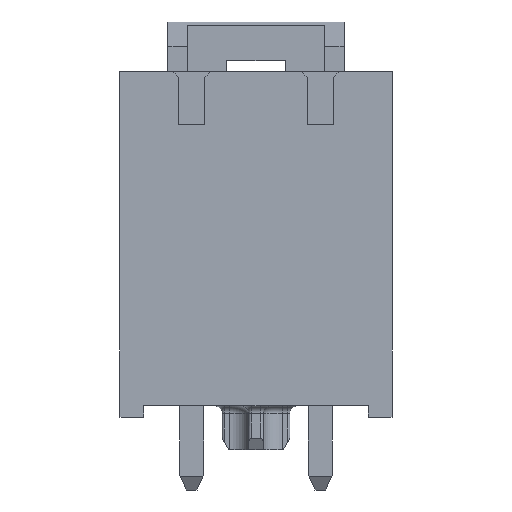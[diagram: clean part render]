
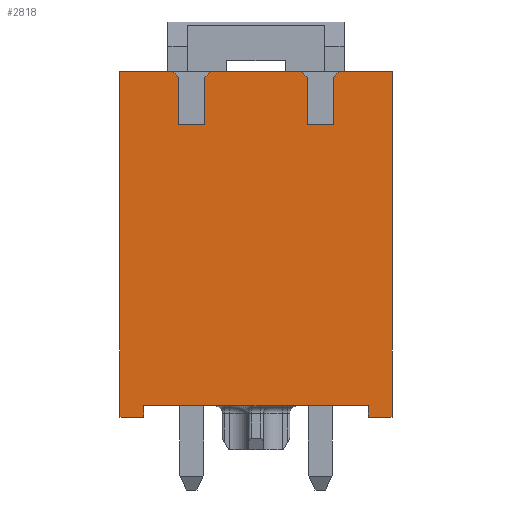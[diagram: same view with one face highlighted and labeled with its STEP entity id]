
A CAD part, front view. The second image highlights one B-rep face of the part: STEP entity #2818.
In plain terms, the highlighted planar face has unit normal (0, -1, 0).
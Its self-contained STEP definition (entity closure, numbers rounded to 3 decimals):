
#5=DIRECTION('',(1.,0.,0.));
#6=VECTOR('',#5,2.34);
#7=CARTESIAN_POINT('',(-6.025,-3.395,0.));
#8=LINE('',#7,#6);
#45=DIRECTION('',(1.,0.,0.));
#46=VECTOR('',#45,2.34);
#47=CARTESIAN_POINT('',(3.685,-3.395,0.));
#48=LINE('',#47,#46);
#89=DIRECTION('',(1.,0.,0.));
#90=VECTOR('',#89,4.03);
#91=CARTESIAN_POINT('',(-2.015,-3.395,0.));
#92=LINE('',#91,#90);
#305=DIRECTION('',(0.707,0.,-0.707));
#306=VECTOR('',#305,0.354);
#307=CARTESIAN_POINT('',(-3.685,-3.395,0.));
#308=LINE('',#307,#306);
#309=DIRECTION('',(0.,0.,-1.));
#310=VECTOR('',#309,2.1);
#311=CARTESIAN_POINT('',(-3.435,-3.395,-0.25));
#312=LINE('',#311,#310);
#313=DIRECTION('',(1.,0.,0.));
#314=VECTOR('',#313,1.17);
#315=CARTESIAN_POINT('',(-3.435,-3.395,-2.35));
#316=LINE('',#315,#314);
#317=DIRECTION('',(0.,0.,1.));
#318=VECTOR('',#317,2.1);
#319=CARTESIAN_POINT('',(-2.265,-3.395,-2.35));
#320=LINE('',#319,#318);
#321=DIRECTION('',(0.707,0.,0.707));
#322=VECTOR('',#321,0.354);
#323=CARTESIAN_POINT('',(-2.265,-3.395,-0.25));
#324=LINE('',#323,#322);
#325=DIRECTION('',(0.707,0.,-0.707));
#326=VECTOR('',#325,0.354);
#327=CARTESIAN_POINT('',(2.015,-3.395,0.));
#328=LINE('',#327,#326);
#329=DIRECTION('',(0.,0.,-1.));
#330=VECTOR('',#329,2.1);
#331=CARTESIAN_POINT('',(2.265,-3.395,-0.25));
#332=LINE('',#331,#330);
#333=DIRECTION('',(1.,0.,0.));
#334=VECTOR('',#333,1.17);
#335=CARTESIAN_POINT('',(2.265,-3.395,-2.35));
#336=LINE('',#335,#334);
#337=DIRECTION('',(0.,0.,1.));
#338=VECTOR('',#337,2.1);
#339=CARTESIAN_POINT('',(3.435,-3.395,-2.35));
#340=LINE('',#339,#338);
#341=DIRECTION('',(0.707,0.,0.707));
#342=VECTOR('',#341,0.354);
#343=CARTESIAN_POINT('',(3.435,-3.395,-0.25));
#344=LINE('',#343,#342);
#345=DIRECTION('',(0.,0.,1.));
#346=VECTOR('',#345,0.5);
#347=CARTESIAN_POINT('',(4.975,-3.395,-15.3));
#348=LINE('',#347,#346);
#349=DIRECTION('',(1.,0.,0.));
#350=VECTOR('',#349,9.95);
#351=CARTESIAN_POINT('',(-4.975,-3.395,-14.8));
#352=LINE('',#351,#350);
#353=DIRECTION('',(0.,0.,1.));
#354=VECTOR('',#353,0.5);
#355=CARTESIAN_POINT('',(-4.975,-3.395,-15.3));
#356=LINE('',#355,#354);
#357=DIRECTION('',(0.,0.,-1.));
#358=VECTOR('',#357,15.3);
#359=CARTESIAN_POINT('',(-6.025,-3.395,0.));
#360=LINE('',#359,#358);
#397=DIRECTION('',(0.,0.,-1.));
#398=VECTOR('',#397,15.3);
#399=CARTESIAN_POINT('',(6.025,-3.395,0.));
#400=LINE('',#399,#398);
#633=DIRECTION('',(1.,0.,0.));
#634=VECTOR('',#633,1.05);
#635=CARTESIAN_POINT('',(4.975,-3.395,-15.3));
#636=LINE('',#635,#634);
#653=DIRECTION('',(1.,0.,0.));
#654=VECTOR('',#653,1.05);
#655=CARTESIAN_POINT('',(-6.025,-3.395,-15.3));
#656=LINE('',#655,#654);
#1854=CARTESIAN_POINT('',(-6.025,-3.395,0.));
#1856=VERTEX_POINT('',#1854);
#1857=CARTESIAN_POINT('',(6.025,-3.395,0.));
#1859=VERTEX_POINT('',#1857);
#1863=CARTESIAN_POINT('',(-6.025,-3.395,-15.3));
#1864=VERTEX_POINT('',#1863);
#1865=CARTESIAN_POINT('',(6.025,-3.395,-15.3));
#1866=VERTEX_POINT('',#1865);
#1879=CARTESIAN_POINT('',(4.975,-3.395,-15.3));
#1880=VERTEX_POINT('',#1879);
#1881=CARTESIAN_POINT('',(-4.975,-3.395,-15.3));
#1883=VERTEX_POINT('',#1881);
#1897=CARTESIAN_POINT('',(-4.975,-3.395,-14.8));
#1898=CARTESIAN_POINT('',(4.975,-3.395,-14.8));
#1899=VERTEX_POINT('',#1897);
#1900=VERTEX_POINT('',#1898);
#1993=CARTESIAN_POINT('',(2.015,-3.395,0.));
#1995=VERTEX_POINT('',#1993);
#1997=CARTESIAN_POINT('',(3.685,-3.395,0.));
#1999=VERTEX_POINT('',#1997);
#2001=CARTESIAN_POINT('',(2.265,-3.395,-0.25));
#2002=VERTEX_POINT('',#2001);
#2003=CARTESIAN_POINT('',(2.265,-3.395,-2.35));
#2004=VERTEX_POINT('',#2003);
#2005=CARTESIAN_POINT('',(3.435,-3.395,-2.35));
#2006=VERTEX_POINT('',#2005);
#2007=CARTESIAN_POINT('',(3.435,-3.395,-0.25));
#2008=VERTEX_POINT('',#2007);
#2017=CARTESIAN_POINT('',(-3.685,-3.395,0.));
#2019=VERTEX_POINT('',#2017);
#2021=CARTESIAN_POINT('',(-2.015,-3.395,0.));
#2023=VERTEX_POINT('',#2021);
#2025=CARTESIAN_POINT('',(-3.435,-3.395,-0.25));
#2026=VERTEX_POINT('',#2025);
#2027=CARTESIAN_POINT('',(-3.435,-3.395,-2.35));
#2028=VERTEX_POINT('',#2027);
#2029=CARTESIAN_POINT('',(-2.265,-3.395,-2.35));
#2030=VERTEX_POINT('',#2029);
#2031=CARTESIAN_POINT('',(-2.265,-3.395,-0.25));
#2032=VERTEX_POINT('',#2031);
#2777=CARTESIAN_POINT('',(-6.025,-3.395,0.));
#2778=DIRECTION('',(0.,-1.,0.));
#2779=DIRECTION('',(1.,0.,0.));
#2780=AXIS2_PLACEMENT_3D('',#2777,#2778,#2779);
#2781=PLANE('',#2780);
#2782=ORIENTED_EDGE('',*,*,#2515,.T.);
#2784=ORIENTED_EDGE('',*,*,#2783,.T.);
#2786=ORIENTED_EDGE('',*,*,#2785,.T.);
#2788=ORIENTED_EDGE('',*,*,#2787,.T.);
#2790=ORIENTED_EDGE('',*,*,#2789,.T.);
#2791=ORIENTED_EDGE('',*,*,#2482,.T.);
#2792=ORIENTED_EDGE('',*,*,#2758,.T.);
#2793=ORIENTED_EDGE('',*,*,#2768,.T.);
#2795=ORIENTED_EDGE('',*,*,#2794,.T.);
#2797=ORIENTED_EDGE('',*,*,#2796,.T.);
#2799=ORIENTED_EDGE('',*,*,#2798,.T.);
#2800=ORIENTED_EDGE('',*,*,#2460,.T.);
#2802=ORIENTED_EDGE('',*,*,#2801,.T.);
#2804=ORIENTED_EDGE('',*,*,#2803,.F.);
#2806=ORIENTED_EDGE('',*,*,#2805,.T.);
#2808=ORIENTED_EDGE('',*,*,#2807,.F.);
#2810=ORIENTED_EDGE('',*,*,#2809,.F.);
#2812=ORIENTED_EDGE('',*,*,#2811,.F.);
#2814=ORIENTED_EDGE('',*,*,#2813,.F.);
#2815=ORIENTED_EDGE('',*,*,#2436,.T.);
#2816=EDGE_LOOP('',(#2782,#2784,#2786,#2788,#2790,#2791,#2792,#2793,#2795,#2797,
#2799,#2800,#2802,#2804,#2806,#2808,#2810,#2812,#2814,#2815));
#2817=FACE_OUTER_BOUND('',#2816,.F.);
#2818=ADVANCED_FACE('',(#2817),#2781,.T.);
#2436=EDGE_CURVE('',#1856,#2019,#8,.T.);
#2460=EDGE_CURVE('',#1999,#1859,#48,.T.);
#2482=EDGE_CURVE('',#2023,#1995,#92,.T.);
#2515=EDGE_CURVE('',#2019,#2026,#308,.T.);
#2758=EDGE_CURVE('',#1995,#2002,#328,.T.);
#2768=EDGE_CURVE('',#2002,#2004,#332,.T.);
#2783=EDGE_CURVE('',#2026,#2028,#312,.T.);
#2785=EDGE_CURVE('',#2028,#2030,#316,.T.);
#2787=EDGE_CURVE('',#2030,#2032,#320,.T.);
#2789=EDGE_CURVE('',#2032,#2023,#324,.T.);
#2794=EDGE_CURVE('',#2004,#2006,#336,.T.);
#2796=EDGE_CURVE('',#2006,#2008,#340,.T.);
#2798=EDGE_CURVE('',#2008,#1999,#344,.T.);
#2801=EDGE_CURVE('',#1859,#1866,#400,.T.);
#2803=EDGE_CURVE('',#1880,#1866,#636,.T.);
#2805=EDGE_CURVE('',#1880,#1900,#348,.T.);
#2807=EDGE_CURVE('',#1899,#1900,#352,.T.);
#2809=EDGE_CURVE('',#1883,#1899,#356,.T.);
#2811=EDGE_CURVE('',#1864,#1883,#656,.T.);
#2813=EDGE_CURVE('',#1856,#1864,#360,.T.);
